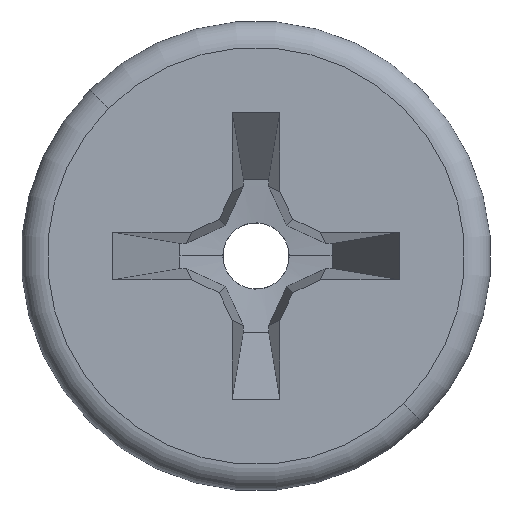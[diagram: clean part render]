
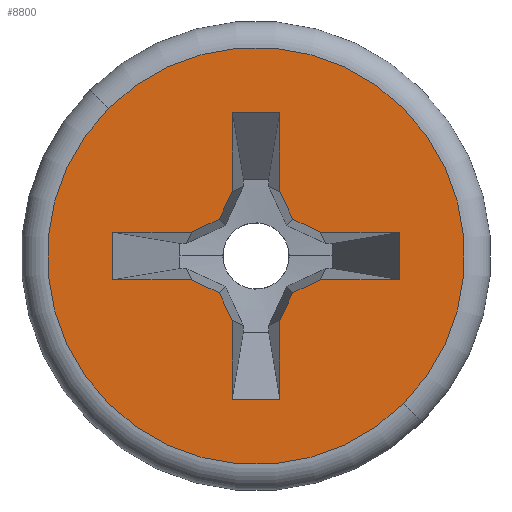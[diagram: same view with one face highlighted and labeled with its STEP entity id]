
A CAD part, left-side view. The second image highlights one B-rep face of the part: STEP entity #8800.
In plain terms, the highlighted planar face has unit normal (-1, 0, 0).
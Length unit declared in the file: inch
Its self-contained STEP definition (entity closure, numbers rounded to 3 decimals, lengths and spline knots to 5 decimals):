
#4139=CARTESIAN_POINT('',(0.,0.,0.));
#4140=DIRECTION('',(-1.,0.,0.));
#4141=DIRECTION('',(0.,1.,0.));
#4142=AXIS2_PLACEMENT_3D('',#4139,#4140,#4141);
#4144=CARTESIAN_POINT('',(0.,0.,0.));
#4145=DIRECTION('',(1.,0.,0.));
#4146=DIRECTION('',(0.,1.,0.));
#4147=AXIS2_PLACEMENT_3D('',#4144,#4145,#4146);
#4149=DIRECTION('',(0.,-0.707,-0.707));
#4150=VECTOR('',#4149,0.03033);
#4151=CARTESIAN_POINT('',(0.,0.07507,-0.05362));
#4152=LINE('',#4151,#4150);
#4153=DIRECTION('',(0.,0.707,-0.707));
#4154=VECTOR('',#4153,0.05009);
#4155=CARTESIAN_POINT('',(0.,0.0182,-0.03965));
#4156=LINE('',#4155,#4154);
#4157=DIRECTION('',(0.,0.94,-0.342));
#4158=VECTOR('',#4157,0.01937);
#4159=CARTESIAN_POINT('',(0.,0.,-0.03302));
#4160=LINE('',#4159,#4158);
#4161=DIRECTION('',(0.,0.94,0.342));
#4162=VECTOR('',#4161,0.01937);
#4163=CARTESIAN_POINT('',(0.,-0.0182,-0.03965));
#4164=LINE('',#4163,#4162);
#4165=DIRECTION('',(0.,-0.707,-0.707));
#4166=VECTOR('',#4165,0.05009);
#4167=CARTESIAN_POINT('',(0.,-0.0182,-0.03965));
#4168=LINE('',#4167,#4166);
#4169=DIRECTION('',(0.,0.707,-0.707));
#4170=VECTOR('',#4169,0.03033);
#4171=CARTESIAN_POINT('',(0.,-0.07507,-0.05362));
#4172=LINE('',#4171,#4170);
#4173=DIRECTION('',(0.,-0.707,-0.707));
#4174=VECTOR('',#4173,0.05009);
#4175=CARTESIAN_POINT('',(0.,-0.03965,-0.0182));
#4176=LINE('',#4175,#4174);
#4177=DIRECTION('',(0.,-0.342,-0.94));
#4178=VECTOR('',#4177,0.01937);
#4179=CARTESIAN_POINT('',(0.,-0.03302,0.));
#4180=LINE('',#4179,#4178);
#4181=DIRECTION('',(0.,0.342,-0.94));
#4182=VECTOR('',#4181,0.01937);
#4183=CARTESIAN_POINT('',(0.,-0.03965,0.0182));
#4184=LINE('',#4183,#4182);
#4185=DIRECTION('',(0.,0.707,-0.707));
#4186=VECTOR('',#4185,0.05009);
#4187=CARTESIAN_POINT('',(0.,-0.07507,0.05362));
#4188=LINE('',#4187,#4186);
#4189=DIRECTION('',(0.,-0.707,-0.707));
#4190=VECTOR('',#4189,0.03033);
#4191=CARTESIAN_POINT('',(0.,-0.05362,0.07507));
#4192=LINE('',#4191,#4190);
#4193=DIRECTION('',(0.,0.707,-0.707));
#4194=VECTOR('',#4193,0.05009);
#4195=CARTESIAN_POINT('',(0.,-0.05362,0.07507));
#4196=LINE('',#4195,#4194);
#4197=DIRECTION('',(0.,-0.94,0.342));
#4198=VECTOR('',#4197,0.01937);
#4199=CARTESIAN_POINT('',(0.,0.,0.03302));
#4200=LINE('',#4199,#4198);
#4201=DIRECTION('',(0.,-0.94,-0.342));
#4202=VECTOR('',#4201,0.01937);
#4203=CARTESIAN_POINT('',(0.,0.0182,0.03965));
#4204=LINE('',#4203,#4202);
#4205=DIRECTION('',(0.,-0.707,-0.707));
#4206=VECTOR('',#4205,0.05009);
#4207=CARTESIAN_POINT('',(0.,0.05362,0.07507));
#4208=LINE('',#4207,#4206);
#4209=DIRECTION('',(0.,0.707,-0.707));
#4210=VECTOR('',#4209,0.03033);
#4211=CARTESIAN_POINT('',(0.,0.05362,0.07507));
#4212=LINE('',#4211,#4210);
#4213=DIRECTION('',(0.,-0.707,-0.707));
#4214=VECTOR('',#4213,0.05009);
#4215=CARTESIAN_POINT('',(0.,0.07507,0.05362));
#4216=LINE('',#4215,#4214);
#4217=DIRECTION('',(0.,0.342,0.94));
#4218=VECTOR('',#4217,0.01937);
#4219=CARTESIAN_POINT('',(0.,0.03302,0.));
#4220=LINE('',#4219,#4218);
#4221=DIRECTION('',(0.,-0.342,0.94));
#4222=VECTOR('',#4221,0.01937);
#4223=CARTESIAN_POINT('',(0.,0.03965,-0.0182));
#4224=LINE('',#4223,#4222);
#4225=DIRECTION('',(0.,0.707,-0.707));
#4226=VECTOR('',#4225,0.05009);
#4227=CARTESIAN_POINT('',(0.,0.03965,-0.0182));
#4228=LINE('',#4227,#4226);
#6858=CARTESIAN_POINT('',(0.,0.07507,-0.05362));
#6859=CARTESIAN_POINT('',(0.,0.05362,-0.07507));
#6860=VERTEX_POINT('',#6858);
#6861=VERTEX_POINT('',#6859);
#6862=CARTESIAN_POINT('',(0.,0.03965,-0.0182));
#6863=VERTEX_POINT('',#6862);
#6864=CARTESIAN_POINT('',(0.,0.03302,0.));
#6865=VERTEX_POINT('',#6864);
#6866=CARTESIAN_POINT('',(0.,0.03965,0.0182));
#6867=VERTEX_POINT('',#6866);
#6868=CARTESIAN_POINT('',(0.,0.07507,0.05362));
#6869=VERTEX_POINT('',#6868);
#6870=CARTESIAN_POINT('',(0.,0.05362,0.07507));
#6871=VERTEX_POINT('',#6870);
#6872=CARTESIAN_POINT('',(0.,0.0182,0.03965));
#6873=VERTEX_POINT('',#6872);
#6874=CARTESIAN_POINT('',(0.,0.,0.03302));
#6875=VERTEX_POINT('',#6874);
#6876=CARTESIAN_POINT('',(0.,-0.0182,0.03965));
#6877=VERTEX_POINT('',#6876);
#6878=CARTESIAN_POINT('',(0.,-0.05362,0.07507));
#6879=VERTEX_POINT('',#6878);
#6880=CARTESIAN_POINT('',(0.,-0.07507,0.05362));
#6881=VERTEX_POINT('',#6880);
#6882=CARTESIAN_POINT('',(0.,-0.03965,0.0182));
#6883=VERTEX_POINT('',#6882);
#6884=CARTESIAN_POINT('',(0.,-0.03302,0.));
#6885=VERTEX_POINT('',#6884);
#6886=CARTESIAN_POINT('',(0.,-0.03965,-0.0182));
#6887=VERTEX_POINT('',#6886);
#6888=CARTESIAN_POINT('',(0.,-0.07507,-0.05362));
#6889=VERTEX_POINT('',#6888);
#6890=CARTESIAN_POINT('',(0.,-0.05362,-0.07507));
#6891=VERTEX_POINT('',#6890);
#6892=CARTESIAN_POINT('',(0.,-0.0182,-0.03965));
#6893=VERTEX_POINT('',#6892);
#6894=CARTESIAN_POINT('',(0.,0.,-0.03302));
#6895=VERTEX_POINT('',#6894);
#6896=CARTESIAN_POINT('',(0.,0.0182,-0.03965));
#6897=VERTEX_POINT('',#6896);
#6918=CARTESIAN_POINT('',(0.,0.13231,0.));
#6919=VERTEX_POINT('',#6918);
#6920=CARTESIAN_POINT('',(0.,-0.13231,0.));
#6921=VERTEX_POINT('',#6920);
#8767=CARTESIAN_POINT('',(0.,0.,0.));
#8768=DIRECTION('',(1.,0.,0.));
#8769=DIRECTION('',(0.,-1.,0.));
#8770=AXIS2_PLACEMENT_3D('',#8767,#8768,#8769);
#8771=PLANE('',#8770);
#8773=ORIENTED_EDGE('',*,*,#8772,.F.);
#8775=ORIENTED_EDGE('',*,*,#8774,.T.);
#8776=EDGE_LOOP('',(#8773,#8775));
#8777=FACE_OUTER_BOUND('',#8776,.F.);
#8778=ORIENTED_EDGE('',*,*,#8588,.T.);
#8779=ORIENTED_EDGE('',*,*,#8602,.F.);
#8780=ORIENTED_EDGE('',*,*,#8628,.F.);
#8781=ORIENTED_EDGE('',*,*,#8654,.F.);
#8782=ORIENTED_EDGE('',*,*,#8668,.T.);
#8783=ORIENTED_EDGE('',*,*,#8682,.F.);
#8784=ORIENTED_EDGE('',*,*,#8696,.F.);
#8785=ORIENTED_EDGE('',*,*,#8722,.F.);
#8786=ORIENTED_EDGE('',*,*,#8748,.F.);
#8787=ORIENTED_EDGE('',*,*,#8761,.F.);
#8788=ORIENTED_EDGE('',*,*,#8397,.F.);
#8789=ORIENTED_EDGE('',*,*,#8413,.T.);
#8790=ORIENTED_EDGE('',*,*,#8439,.F.);
#8791=ORIENTED_EDGE('',*,*,#8465,.F.);
#8792=ORIENTED_EDGE('',*,*,#8479,.F.);
#8793=ORIENTED_EDGE('',*,*,#8493,.T.);
#8794=ORIENTED_EDGE('',*,*,#8507,.T.);
#8795=ORIENTED_EDGE('',*,*,#8533,.F.);
#8796=ORIENTED_EDGE('',*,*,#8559,.F.);
#8797=ORIENTED_EDGE('',*,*,#8573,.T.);
#8798=EDGE_LOOP('',(#8778,#8779,#8780,#8781,#8782,#8783,#8784,#8785,#8786,#8787,
#8788,#8789,#8790,#8791,#8792,#8793,#8794,#8795,#8796,#8797));
#8799=FACE_BOUND('',#8798,.F.);
#4143=CIRCLE('',#4142,0.13231);
#4148=CIRCLE('',#4147,0.13231);
#8397=EDGE_CURVE('',#6879,#6881,#4192,.T.);
#8413=EDGE_CURVE('',#6879,#6877,#4196,.T.);
#8439=EDGE_CURVE('',#6875,#6877,#4200,.T.);
#8465=EDGE_CURVE('',#6873,#6875,#4204,.T.);
#8479=EDGE_CURVE('',#6871,#6873,#4208,.T.);
#8493=EDGE_CURVE('',#6871,#6869,#4212,.T.);
#8507=EDGE_CURVE('',#6869,#6867,#4216,.T.);
#8533=EDGE_CURVE('',#6865,#6867,#4220,.T.);
#8559=EDGE_CURVE('',#6863,#6865,#4224,.T.);
#8573=EDGE_CURVE('',#6863,#6860,#4228,.T.);
#8588=EDGE_CURVE('',#6860,#6861,#4152,.T.);
#8602=EDGE_CURVE('',#6897,#6861,#4156,.T.);
#8628=EDGE_CURVE('',#6895,#6897,#4160,.T.);
#8654=EDGE_CURVE('',#6893,#6895,#4164,.T.);
#8668=EDGE_CURVE('',#6893,#6891,#4168,.T.);
#8682=EDGE_CURVE('',#6889,#6891,#4172,.T.);
#8696=EDGE_CURVE('',#6887,#6889,#4176,.T.);
#8722=EDGE_CURVE('',#6885,#6887,#4180,.T.);
#8748=EDGE_CURVE('',#6883,#6885,#4184,.T.);
#8761=EDGE_CURVE('',#6881,#6883,#4188,.T.);
#8772=EDGE_CURVE('',#6919,#6921,#4143,.T.);
#8774=EDGE_CURVE('',#6919,#6921,#4148,.T.);
#8800=ADVANCED_FACE('',(#8777,#8799),#8771,.F.);
